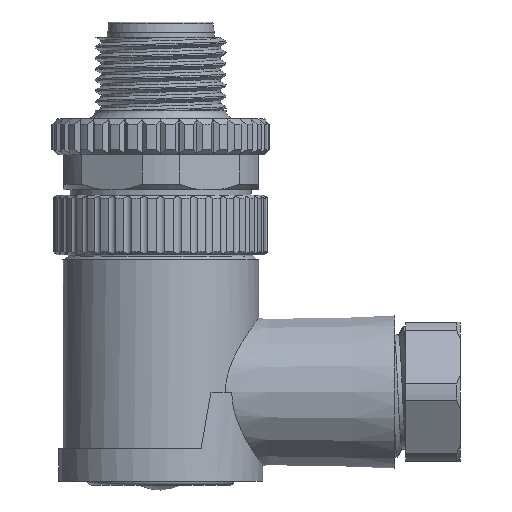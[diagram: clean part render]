
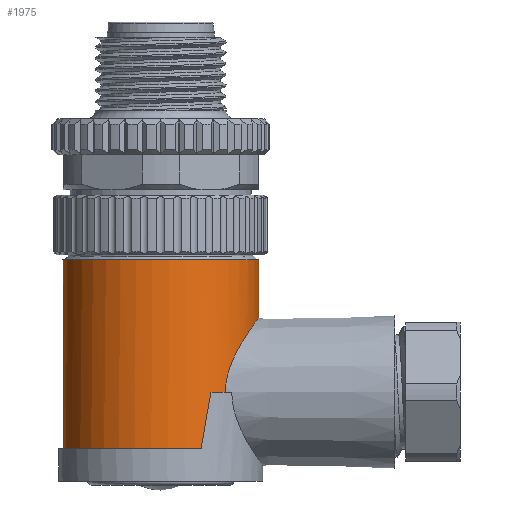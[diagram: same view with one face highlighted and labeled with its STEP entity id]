
A CAD part, left-side view. The second image highlights one B-rep face of the part: STEP entity #1975.
In plain terms, the highlighted cylindrical face has radius 9 mm (diameter 18 mm), a full revolution.
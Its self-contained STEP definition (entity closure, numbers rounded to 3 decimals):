
#102=ELLIPSE('',#7043,51.829,9.);
#103=ELLIPSE('',#7045,51.829,9.);
#399=B_SPLINE_CURVE_WITH_KNOTS('',3,(#14248,#14249,#14250,#14251,#14252,
#14253,#14254,#14255,#14256,#14257,#14258,#14259,#14260,#14261),
 .UNSPECIFIED.,.F.,.F.,(4,2,2,2,2,2,4),(0.,0.125,0.25,0.5,0.75,0.875,1.),
 .UNSPECIFIED.);
#1556=CYLINDRICAL_SURFACE('',#7049,9.);
#1633=FACE_BOUND('',#2777,.T.);
#1634=FACE_BOUND('',#2778,.T.);
#1975=ADVANCED_FACE('',(#1633,#1634),#1556,.T.);
#2777=EDGE_LOOP('',(#4515,#4516,#4517,#4518,#4519,#4520));
#2778=EDGE_LOOP('',(#4521));
#4515=ORIENTED_EDGE('',*,*,#6050,.F.);
#4516=ORIENTED_EDGE('',*,*,#6051,.F.);
#4517=ORIENTED_EDGE('',*,*,#6052,.F.);
#4518=ORIENTED_EDGE('',*,*,#6053,.F.);
#4519=ORIENTED_EDGE('',*,*,#6054,.T.);
#4520=ORIENTED_EDGE('',*,*,#6055,.F.);
#4521=ORIENTED_EDGE('',*,*,#6056,.F.);
#5164=VERTEX_POINT('',#14240);
#5165=VERTEX_POINT('',#14241);
#5166=VERTEX_POINT('',#14243);
#5167=VERTEX_POINT('',#14245);
#5168=VERTEX_POINT('',#14247);
#5169=VERTEX_POINT('',#14262);
#5170=VERTEX_POINT('',#14265);
#6050=EDGE_CURVE('',#5164,#5165,#102,.T.);
#6051=EDGE_CURVE('',#5166,#5164,#6398,.T.);
#6052=EDGE_CURVE('',#5167,#5166,#103,.T.);
#6053=EDGE_CURVE('',#5168,#5167,#6399,.T.);
#6054=EDGE_CURVE('',#5168,#5169,#399,.T.);
#6055=EDGE_CURVE('',#5165,#5169,#6400,.T.);
#6056=EDGE_CURVE('',#5170,#5170,#6401,.T.);
#6398=CIRCLE('',#7044,9.);
#6399=CIRCLE('',#7046,9.);
#6400=CIRCLE('',#7047,9.);
#6401=CIRCLE('',#7048,9.);
#7043=AXIS2_PLACEMENT_3D('',#14239,#8621,#8622);
#7044=AXIS2_PLACEMENT_3D('',#14242,#8623,#8624);
#7045=AXIS2_PLACEMENT_3D('',#14244,#8625,#8626);
#7046=AXIS2_PLACEMENT_3D('',#14246,#8627,#8628);
#7047=AXIS2_PLACEMENT_3D('',#14263,#8629,#8630);
#7048=AXIS2_PLACEMENT_3D('',#14264,#8631,#8632);
#7049=AXIS2_PLACEMENT_3D('',#14266,#8633,#8634);
#8621=DIRECTION('',(0.,-0.985,-0.174));
#8622=DIRECTION('',(0.,0.174,-0.985));
#8623=DIRECTION('',(0.,0.,-1.));
#8624=DIRECTION('',(1.,0.,0.));
#8625=DIRECTION('',(0.,-0.985,-0.174));
#8626=DIRECTION('',(0.,0.174,-0.985));
#8627=DIRECTION('',(0.,0.,-1.));
#8628=DIRECTION('',(1.,0.,0.));
#8629=DIRECTION('',(0.,0.,-1.));
#8630=DIRECTION('',(1.,0.,0.));
#8631=DIRECTION('',(0.,0.,1.));
#8632=DIRECTION('',(1.,0.,0.));
#8633=DIRECTION('',(0.,0.,-1.));
#8634=DIRECTION('',(-1.,0.,0.));
#14239=CARTESIAN_POINT('',(0.,0.,-60.201));
#14240=CARTESIAN_POINT('',(8.203,-3.703,-39.2));
#14241=CARTESIAN_POINT('',(7.724,-4.62,-34.));
#14242=CARTESIAN_POINT('',(0.,0.,-39.2));
#14243=CARTESIAN_POINT('',(-8.203,-3.703,-39.2));
#14244=CARTESIAN_POINT('',(0.,0.,-60.201));
#14245=CARTESIAN_POINT('',(-7.724,-4.62,-34.));
#14246=CARTESIAN_POINT('',(0.,0.,-34.));
#14247=CARTESIAN_POINT('',(-6.754,-5.949,-34.));
#14248=CARTESIAN_POINT('',(-6.754,-5.949,-34.));
#14249=CARTESIAN_POINT('',(-6.754,-5.949,-33.076));
#14250=CARTESIAN_POINT('',(-6.558,-6.181,-32.152));
#14251=CARTESIAN_POINT('',(-5.882,-6.828,-30.538));
#14252=CARTESIAN_POINT('',(-5.407,-7.229,-29.829));
#14253=CARTESIAN_POINT('',(-3.627,-8.356,-28.008));
#14254=CARTESIAN_POINT('',(-1.87,-8.997,-27.197));
#14255=CARTESIAN_POINT('',(1.844,-9.003,-27.19));
#14256=CARTESIAN_POINT('',(3.621,-8.359,-28.004));
#14257=CARTESIAN_POINT('',(5.405,-7.231,-29.826));
#14258=CARTESIAN_POINT('',(5.881,-6.828,-30.538));
#14259=CARTESIAN_POINT('',(6.555,-6.185,-32.142));
#14260=CARTESIAN_POINT('',(6.754,-5.949,-33.068));
#14261=CARTESIAN_POINT('',(6.754,-5.949,-34.));
#14262=CARTESIAN_POINT('',(6.754,-5.949,-34.));
#14263=CARTESIAN_POINT('',(0.,0.,-34.));
#14264=CARTESIAN_POINT('',(0.,0.,-21.85));
#14265=CARTESIAN_POINT('',(9.,0.,-21.85));
#14266=CARTESIAN_POINT('',(0.,0.,-21.85));
